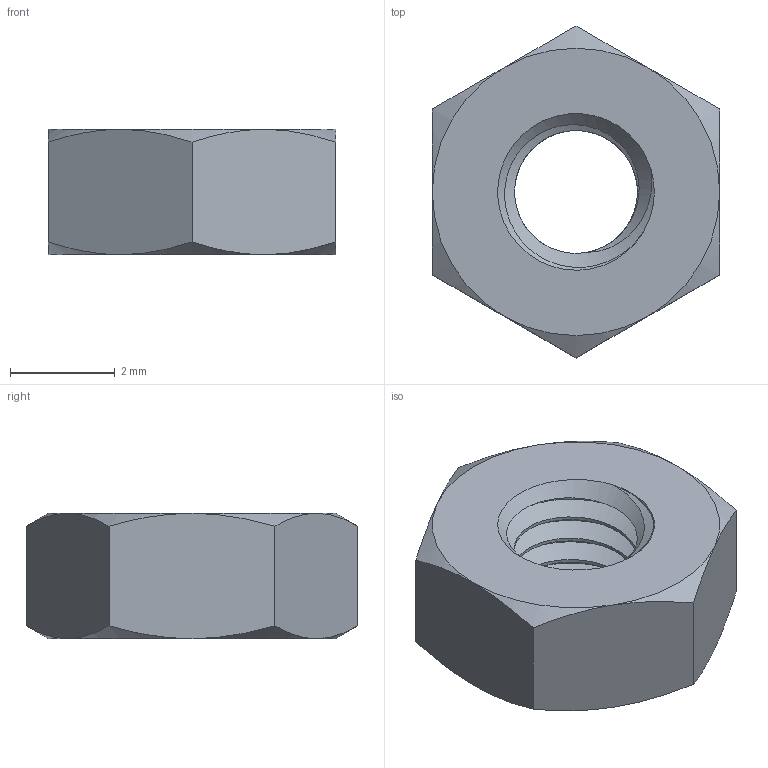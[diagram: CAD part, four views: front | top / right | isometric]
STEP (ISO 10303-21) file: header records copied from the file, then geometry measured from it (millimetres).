
FILE_DESCRIPTION(/* description */ ('STEP AP203'),/* implementation_level */ '2;1');
FILE_NAME(/* name */ '91828A211_TYPE 18-8 STAINLESS STEEL HEX NUT.stp',/* time_stamp */ '2018-07-31T12:17:53-07:00',/* author */ ('MJ'),/* organization */ (''),/* preprocessor_version */ 'ST-DEVELOPER v16.13',/* originating_system */ 'Autodesk Inventor 2018',/* authorisation */ '');
FILE_SCHEMA (('AUTOMOTIVE_DESIGN { 1 0 10303 214 3 1 1 }'));
Length unit declared in the file: millimetre
Products named in the file (1): 91828A211_TYPE 18-8 STAINLESS STEEL HEX NUT
Bounding box: 5.5 x 6.35 x 2.4 mm (x, y, z)
Volume: 48.6 mm3; surface area: 116.3 mm2
Topology: 1 solids, 1 shells, 27 faces, 59 edges, 34 vertices
Faces by surface type: cone 14, plane 9, cylinder 2, bspline 2
Entity records: 1708 total; most frequent: CARTESIAN_POINT 1159, ORIENTED_EDGE 118, DIRECTION 97, EDGE_CURVE 59, AXIS2_PLACEMENT_3D 44, VERTEX_POINT 34, EDGE_LOOP 29, FACE_OUTER_BOUND 27
